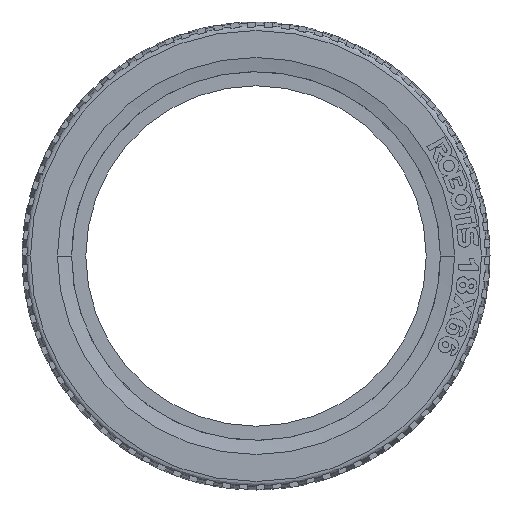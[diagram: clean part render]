
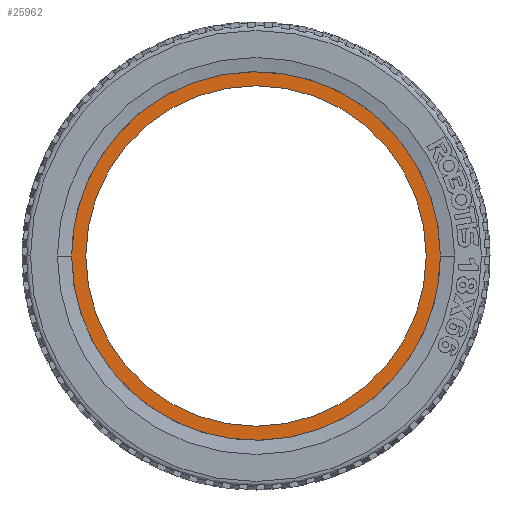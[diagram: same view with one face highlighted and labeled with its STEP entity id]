
A CAD part, left-side view. The second image highlights one B-rep face of the part: STEP entity #25962.
In plain terms, the highlighted planar face has unit normal (-1, 0, 0).
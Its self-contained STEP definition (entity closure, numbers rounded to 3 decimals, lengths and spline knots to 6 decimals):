
#3712=PLANE('',#27973);
#13213=ORIENTED_EDGE('',*,*,#14330,.F.);
#13214=ORIENTED_EDGE('',*,*,#18024,.T.);
#14330=EDGE_CURVE('',#18385,#18385,#21024,.T.);
#18024=EDGE_CURVE('',#20851,#20851,#21490,.T.);
#18385=VERTEX_POINT('',#33780);
#20851=VERTEX_POINT('',#49165);
#21024=CIRCLE('',#26216,0.026);
#21490=CIRCLE('',#27974,0.024);
#22786=EDGE_LOOP('',(#13213));
#22787=EDGE_LOOP('',(#13214));
#24294=FACE_BOUND('',#22786,.T.);
#24295=FACE_BOUND('',#22787,.T.);
#25962=ADVANCED_FACE('',(#24294,#24295),#3712,.T.);
#26216=AXIS2_PLACEMENT_3D('',#33779,#28178,#28179);
#27973=AXIS2_PLACEMENT_3D('',#49163,#32878,#32879);
#27974=AXIS2_PLACEMENT_3D('',#49164,#32880,#32881);
#28178=DIRECTION('',(1.,0.,0.));
#28179=DIRECTION('',(0.,1.,0.));
#32878=DIRECTION('',(-1.,0.,0.));
#32879=DIRECTION('',(0.,0.,1.));
#32880=DIRECTION('',(1.,0.,0.));
#32881=DIRECTION('',(0.,1.,0.));
#33779=CARTESIAN_POINT('',(-0.0069,-0.031,0.));
#33780=CARTESIAN_POINT('',(-0.0069,-0.005,0.));
#49163=CARTESIAN_POINT('',(-0.0069,0.002,0.));
#49164=CARTESIAN_POINT('',(-0.0069,-0.031,0.));
#49165=CARTESIAN_POINT('',(-0.0069,-0.007,0.));
